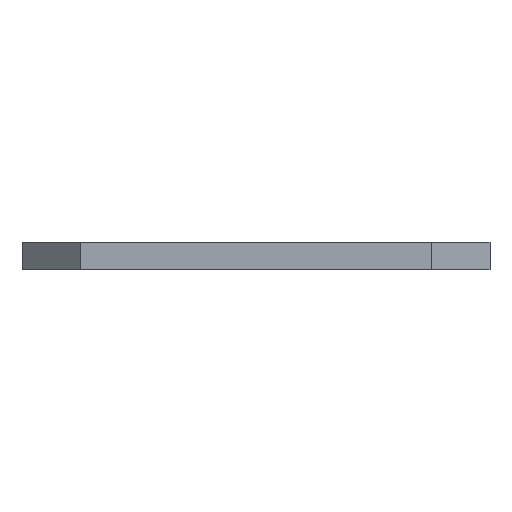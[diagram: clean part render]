
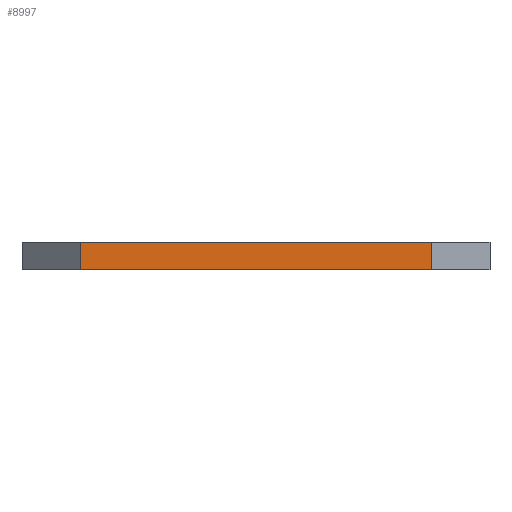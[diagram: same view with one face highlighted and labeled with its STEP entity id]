
A CAD part, left-side view. The second image highlights one B-rep face of the part: STEP entity #8997.
In plain terms, the highlighted planar face has unit normal (-1, 0, 0).
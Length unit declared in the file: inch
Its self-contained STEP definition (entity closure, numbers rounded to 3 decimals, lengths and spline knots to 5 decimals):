
#249 = VECTOR ( 'NONE', #4908, 39.37008 ) ;
#824 = DIRECTION ( 'NONE',  ( 1., 0., 0. ) ) ;
#1048 = LINE ( 'NONE', #7629, #11063 ) ;
#1148 = CARTESIAN_POINT ( 'NONE',  ( -7.24, -1., 0.05906 ) ) ;
#2005 = PLANE ( 'NONE',  #9906 ) ;
#2169 = VECTOR ( 'NONE', #3194, 39.37008 ) ;
#2391 = VERTEX_POINT ( 'NONE', #4714 ) ;
#2867 = ORIENTED_EDGE ( 'NONE', *, *, #10124, .T. ) ;
#3072 = CARTESIAN_POINT ( 'NONE',  ( -7.24, 0.75, 0.05906 ) ) ;
#3194 = DIRECTION ( 'NONE',  ( 0., 0., -1. ) ) ;
#4066 = ORIENTED_EDGE ( 'NONE', *, *, #8237, .T. ) ;
#4583 = CARTESIAN_POINT ( 'NONE',  ( -7.24, -1., -0.05906 ) ) ;
#4714 = CARTESIAN_POINT ( 'NONE',  ( -7.24, -0.75, -0.05906 ) ) ;
#4908 = DIRECTION ( 'NONE',  ( 0., -1., 0. ) ) ;
#5693 = DIRECTION ( 'NONE',  ( 0., 0., -1. ) ) ;
#6429 = DIRECTION ( 'NONE',  ( 0., -1., 0. ) ) ;
#6567 = LINE ( 'NONE', #1148, #249 ) ;
#6726 = CARTESIAN_POINT ( 'NONE',  ( -7.24, 0.75, -0.05906 ) ) ;
#7047 = VERTEX_POINT ( 'NONE', #11359 ) ;
#7605 = CARTESIAN_POINT ( 'NONE',  ( -7.24, -1., 0.05906 ) ) ;
#7629 = CARTESIAN_POINT ( 'NONE',  ( -7.24, -0.75, 0.05906 ) ) ;
#7806 = LINE ( 'NONE', #4583, #8700 ) ;
#8237 = EDGE_CURVE ( 'NONE', #2391, #7047, #1048, .T. ) ;
#8535 = EDGE_CURVE ( 'NONE', #8936, #7047, #6567, .T. ) ;
#8632 = EDGE_LOOP ( 'NONE', ( #2867, #4066, #9325, #8918 ) ) ;
#8700 = VECTOR ( 'NONE', #6429, 39.37008 ) ;
#8748 = LINE ( 'NONE', #3072, #2169 ) ;
#8918 = ORIENTED_EDGE ( 'NONE', *, *, #11388, .T. ) ;
#8936 = VERTEX_POINT ( 'NONE', #11883 ) ;
#8997 = ADVANCED_FACE ( 'NONE', ( #11372 ), #2005, .F. ) ;
#9325 = ORIENTED_EDGE ( 'NONE', *, *, #8535, .F. ) ;
#9906 = AXIS2_PLACEMENT_3D ( 'NONE', #7605, #824, #5693 ) ;
#10124 = EDGE_CURVE ( 'NONE', #10706, #2391, #7806, .T. ) ;
#10706 = VERTEX_POINT ( 'NONE', #6726 ) ;
#11063 = VECTOR ( 'NONE', #11403, 39.37008 ) ;
#11359 = CARTESIAN_POINT ( 'NONE',  ( -7.24, -0.75, 0.05906 ) ) ;
#11372 = FACE_OUTER_BOUND ( 'NONE', #8632, .T. ) ;
#11388 = EDGE_CURVE ( 'NONE', #8936, #10706, #8748, .T. ) ;
#11403 = DIRECTION ( 'NONE',  ( 0., 0., 1. ) ) ;
#11883 = CARTESIAN_POINT ( 'NONE',  ( -7.24, 0.75, 0.05906 ) ) ;
